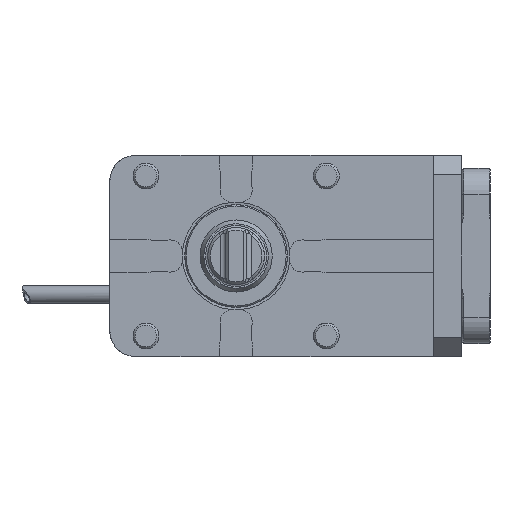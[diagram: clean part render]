
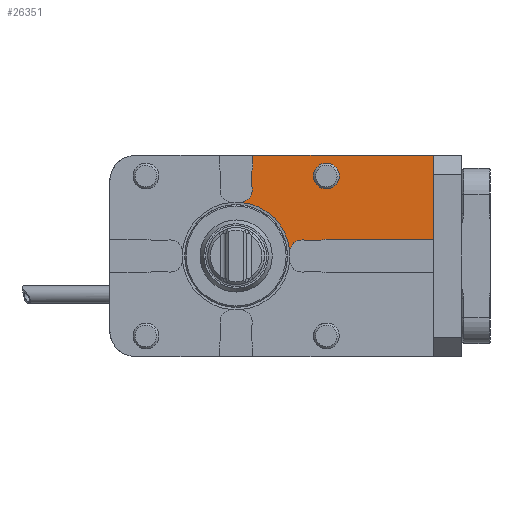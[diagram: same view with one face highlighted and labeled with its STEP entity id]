
A CAD part, front view. The second image highlights one B-rep face of the part: STEP entity #26351.
In plain terms, the highlighted planar face has unit normal (0, -1, 0).
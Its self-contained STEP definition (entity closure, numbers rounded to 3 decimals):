
#273 = CARTESIAN_POINT ( 'NONE',  ( 34.879, 32., 1.5 ) ) ;
#533 = DIRECTION ( 'NONE',  ( 1., 0., 0. ) ) ;
#630 = CARTESIAN_POINT ( 'NONE',  ( 1.5, 32., 34.879 ) ) ;
#790 = LINE ( 'NONE', #17196, #9414 ) ;
#1009 = CARTESIAN_POINT ( 'NONE',  ( 76.5, 32., 39. ) ) ;
#1186 = VERTEX_POINT ( 'NONE', #9400 ) ;
#1383 = EDGE_CURVE ( 'NONE', #19630, #20863, #11368, .T. ) ;
#1536 = VECTOR ( 'NONE', #3217, 1000. ) ;
#1593 = VERTEX_POINT ( 'NONE', #20384 ) ;
#1838 = AXIS2_PLACEMENT_3D ( 'NONE', #23610, #21433, #2987 ) ;
#2036 = ORIENTED_EDGE ( 'NONE', *, *, #26603, .F. ) ;
#2367 = CARTESIAN_POINT ( 'NONE',  ( 1.25, 32., 25.7 ) ) ;
#2566 = CIRCLE ( 'NONE', #24961, 5. ) ;
#2624 = DIRECTION ( 'NONE',  ( 0., 0., -1. ) ) ;
#2871 = EDGE_CURVE ( 'NONE', #5788, #16907, #15469, .T. ) ;
#2987 = DIRECTION ( 'NONE',  ( 0., 0., -1. ) ) ;
#3061 = ORIENTED_EDGE ( 'NONE', *, *, #1383, .F. ) ;
#3217 = DIRECTION ( 'NONE',  ( 0., 0., 1. ) ) ;
#3379 = CIRCLE ( 'NONE', #14584, 5. ) ;
#3836 = CARTESIAN_POINT ( 'NONE',  ( 27.261, 32., 6. ) ) ;
#4323 = CARTESIAN_POINT ( 'NONE',  ( 6.5, 32., 34.879 ) ) ;
#4566 = DIRECTION ( 'NONE',  ( 0., 1., 0. ) ) ;
#4971 = ORIENTED_EDGE ( 'NONE', *, *, #9344, .F. ) ;
#4972 = EDGE_CURVE ( 'NONE', #25384, #25384, #18427, .T. ) ;
#5169 = EDGE_CURVE ( 'NONE', #20952, #19049, #790, .T. ) ;
#5788 = VERTEX_POINT ( 'NONE', #22441 ) ;
#6017 = CARTESIAN_POINT ( 'NONE',  ( 76.634, 32., 6.5 ) ) ;
#6279 = VECTOR ( 'NONE', #22143, 1000. ) ;
#6301 = EDGE_CURVE ( 'NONE', #8275, #5788, #3379, .T. ) ;
#6437 = DIRECTION ( 'NONE',  ( 0., -1., 0. ) ) ;
#6584 = VERTEX_POINT ( 'NONE', #8109 ) ;
#6659 = CARTESIAN_POINT ( 'NONE',  ( 76.5, 32., 0. ) ) ;
#6969 = CARTESIAN_POINT ( 'NONE',  ( 0., 32., 39. ) ) ;
#8109 = CARTESIAN_POINT ( 'NONE',  ( 20.78, 32., 2.139 ) ) ;
#8223 = EDGE_CURVE ( 'NONE', #20826, #19630, #16571, .T. ) ;
#8275 = VERTEX_POINT ( 'NONE', #20037 ) ;
#8468 = AXIS2_PLACEMENT_3D ( 'NONE', #23425, #4566, #23019 ) ;
#9344 = EDGE_CURVE ( 'NONE', #1186, #1593, #13945, .T. ) ;
#9400 = CARTESIAN_POINT ( 'NONE',  ( 76.5, 32., 6.5 ) ) ;
#9414 = VECTOR ( 'NONE', #23543, 1000. ) ;
#10214 = AXIS2_PLACEMENT_3D ( 'NONE', #11798, #22165, #15971 ) ;
#10271 = AXIS2_PLACEMENT_3D ( 'NONE', #23438, #19506, #17475 ) ;
#10429 = CARTESIAN_POINT ( 'NONE',  ( 6.5, 32., 34.879 ) ) ;
#10449 = VECTOR ( 'NONE', #533, 1000. ) ;
#10620 = PLANE ( 'NONE',  #8468 ) ;
#11322 = ORIENTED_EDGE ( 'NONE', *, *, #16159, .F. ) ;
#11368 = LINE ( 'NONE', #6969, #10449 ) ;
#11477 = CARTESIAN_POINT ( 'NONE',  ( 35., 32., 36. ) ) ;
#11620 = ORIENTED_EDGE ( 'NONE', *, *, #2871, .F. ) ;
#11798 = CARTESIAN_POINT ( 'NONE',  ( 25.7, 32., 1.25 ) ) ;
#12527 = EDGE_CURVE ( 'NONE', #16907, #20826, #2566, .T. ) ;
#12595 = ORIENTED_EDGE ( 'NONE', *, *, #5169, .F. ) ;
#12628 = FACE_BOUND ( 'NONE', #21909, .T. ) ;
#12705 = DIRECTION ( 'NONE',  ( 0., 0., -1. ) ) ;
#12752 = CARTESIAN_POINT ( 'NONE',  ( 6., 32., 32.7 ) ) ;
#12845 = DIRECTION ( 'NONE',  ( 0., -1., 0. ) ) ;
#13583 = ORIENTED_EDGE ( 'NONE', *, *, #4972, .T. ) ;
#13945 = LINE ( 'NONE', #6017, #6279 ) ;
#14403 = EDGE_CURVE ( 'NONE', #20863, #1186, #25096, .T. ) ;
#14584 = AXIS2_PLACEMENT_3D ( 'NONE', #2367, #22576, #18533 ) ;
#15469 = LINE ( 'NONE', #23703, #1536 ) ;
#15971 = DIRECTION ( 'NONE',  ( 0., 0., -1. ) ) ;
#16159 = EDGE_CURVE ( 'NONE', #6584, #8275, #23777, .T. ) ;
#16571 = LINE ( 'NONE', #4323, #26014 ) ;
#16665 = CIRCLE ( 'NONE', #10214, 5. ) ;
#16907 = VERTEX_POINT ( 'NONE', #12752 ) ;
#17196 = CARTESIAN_POINT ( 'NONE',  ( 32.7, 32., 6. ) ) ;
#17256 = EDGE_CURVE ( 'NONE', #1593, #20952, #25189, .T. ) ;
#17475 = DIRECTION ( 'NONE',  ( 0., 0., 1. ) ) ;
#17785 = ORIENTED_EDGE ( 'NONE', *, *, #17256, .F. ) ;
#18427 = CIRCLE ( 'NONE', #10271, 5. ) ;
#18533 = DIRECTION ( 'NONE',  ( 0., 0., -1. ) ) ;
#19019 = DIRECTION ( 'NONE',  ( 0., 0., -1. ) ) ;
#19049 = VERTEX_POINT ( 'NONE', #3836 ) ;
#19453 = ORIENTED_EDGE ( 'NONE', *, *, #8223, .F. ) ;
#19494 = CARTESIAN_POINT ( 'NONE',  ( 6.5, 32., 39. ) ) ;
#19506 = DIRECTION ( 'NONE',  ( 0., 1., 0. ) ) ;
#19630 = VERTEX_POINT ( 'NONE', #19494 ) ;
#19946 = ORIENTED_EDGE ( 'NONE', *, *, #6301, .F. ) ;
#20037 = CARTESIAN_POINT ( 'NONE',  ( 2.139, 32., 20.78 ) ) ;
#20199 = ORIENTED_EDGE ( 'NONE', *, *, #14403, .F. ) ;
#20384 = CARTESIAN_POINT ( 'NONE',  ( 34.879, 32., 6.5 ) ) ;
#20678 = VECTOR ( 'NONE', #19019, 1000. ) ;
#20743 = DIRECTION ( 'NONE',  ( 0., 0., 1. ) ) ;
#20826 = VERTEX_POINT ( 'NONE', #10429 ) ;
#20857 = FACE_OUTER_BOUND ( 'NONE', #24587, .T. ) ;
#20863 = VERTEX_POINT ( 'NONE', #1009 ) ;
#20952 = VERTEX_POINT ( 'NONE', #25894 ) ;
#21433 = DIRECTION ( 'NONE',  ( 0., -1., 0. ) ) ;
#21909 = EDGE_LOOP ( 'NONE', ( #13583 ) ) ;
#22143 = DIRECTION ( 'NONE',  ( -1., 0., 0. ) ) ;
#22165 = DIRECTION ( 'NONE',  ( 0., -1., 0. ) ) ;
#22441 = CARTESIAN_POINT ( 'NONE',  ( 6., 32., 27.261 ) ) ;
#22576 = DIRECTION ( 'NONE',  ( 0., -1., 0. ) ) ;
#23019 = DIRECTION ( 'NONE',  ( 0., 0., 1. ) ) ;
#23425 = CARTESIAN_POINT ( 'NONE',  ( 0., 32., 0. ) ) ;
#23438 = CARTESIAN_POINT ( 'NONE',  ( 35., 32., 31. ) ) ;
#23543 = DIRECTION ( 'NONE',  ( -1., 0., 0. ) ) ;
#23610 = CARTESIAN_POINT ( 'NONE',  ( 0., 32., 0. ) ) ;
#23703 = CARTESIAN_POINT ( 'NONE',  ( 6., 32., 27.261 ) ) ;
#23777 = CIRCLE ( 'NONE', #1838, 20.89 ) ;
#24207 = ORIENTED_EDGE ( 'NONE', *, *, #12527, .F. ) ;
#24587 = EDGE_LOOP ( 'NONE', ( #3061, #19453, #24207, #11620, #19946, #11322, #2036, #12595, #17785, #4971, #20199 ) ) ;
#24961 = AXIS2_PLACEMENT_3D ( 'NONE', #630, #6437, #12705 ) ;
#25096 = LINE ( 'NONE', #6659, #20678 ) ;
#25189 = CIRCLE ( 'NONE', #26017, 5. ) ;
#25384 = VERTEX_POINT ( 'NONE', #11477 ) ;
#25894 = CARTESIAN_POINT ( 'NONE',  ( 32.7, 32., 6. ) ) ;
#26014 = VECTOR ( 'NONE', #20743, 1000. ) ;
#26017 = AXIS2_PLACEMENT_3D ( 'NONE', #273, #12845, #2624 ) ;
#26351 = ADVANCED_FACE ( 'Defeature completata1_258', ( #12628, #20857 ), #10620, .F. ) ;
#26603 = EDGE_CURVE ( 'NONE', #19049, #6584, #16665, .T. ) ;
